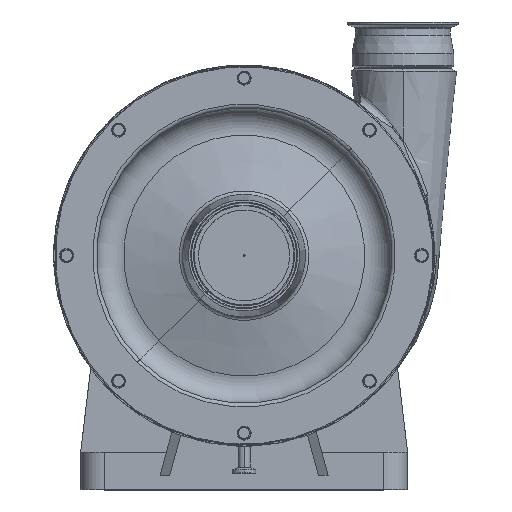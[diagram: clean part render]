
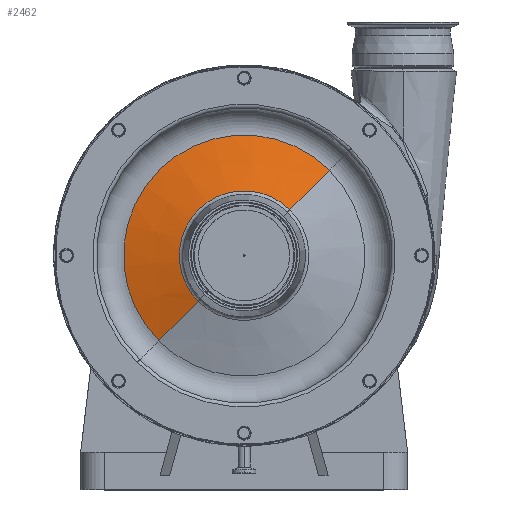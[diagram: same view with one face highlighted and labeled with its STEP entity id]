
A CAD part, top view. The second image highlights one B-rep face of the part: STEP entity #2462.
In plain terms, the highlighted conical face has half-angle 75 degrees and reference radius 69.319 mm.
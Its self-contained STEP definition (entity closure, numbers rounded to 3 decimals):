
#26 = VERTEX_POINT ( 'NONE', #17170 ) ;
#328 = FACE_OUTER_BOUND ( 'NONE', #12819, .T. ) ;
#2244 = VECTOR ( 'NONE', #7823, 1000. ) ;
#2275 = DIRECTION ( 'NONE',  ( -0.683, -0.683, -0.259 ) ) ;
#2336 = DIRECTION ( 'NONE',  ( -0.707, -0.707, 0. ) ) ;
#2462 = ADVANCED_FACE ( 'NONE', ( #328 ), #14576, .T. ) ;
#3679 = CARTESIAN_POINT ( 'NONE',  ( 0., 0., 70.111 ) ) ;
#4127 = CARTESIAN_POINT ( 'NONE',  ( 91.25, 91.25, 54.107 ) ) ;
#5224 = CIRCLE ( 'NONE', #12397, 69.319 ) ;
#6150 = LINE ( 'NONE', #17027, #23364 ) ;
#7015 = AXIS2_PLACEMENT_3D ( 'NONE', #19046, #7720, #21411 ) ;
#7720 = DIRECTION ( 'NONE',  ( 0., 0., -1. ) ) ;
#7823 = DIRECTION ( 'NONE',  ( 0.683, 0.683, -0.259 ) ) ;
#7947 = CARTESIAN_POINT ( 'NONE',  ( 49.016, 49.016, 70.111 ) ) ;
#10418 = AXIS2_PLACEMENT_3D ( 'NONE', #17543, #23282, #2336 ) ;
#11703 = LINE ( 'NONE', #7947, #2244 ) ;
#12397 = AXIS2_PLACEMENT_3D ( 'NONE', #3679, #18874, #21316 ) ;
#12819 = EDGE_LOOP ( 'NONE', ( #13978, #23889, #21108, #16959 ) ) ;
#13264 = EDGE_CURVE ( 'NONE', #26, #18538, #5224, .T. ) ;
#13449 = CARTESIAN_POINT ( 'NONE',  ( -91.25, -91.25, 54.107 ) ) ;
#13629 = EDGE_CURVE ( 'NONE', #21538, #18558, #14002, .T. ) ;
#13978 = ORIENTED_EDGE ( 'NONE', *, *, #13264, .T. ) ;
#14002 = CIRCLE ( 'NONE', #10418, 129.047 ) ;
#14576 = CONICAL_SURFACE ( 'NONE', #7015, 69.319, 1.309 ) ;
#16959 = ORIENTED_EDGE ( 'NONE', *, *, #19241, .F. ) ;
#17027 = CARTESIAN_POINT ( 'NONE',  ( -49.016, -49.016, 70.111 ) ) ;
#17170 = CARTESIAN_POINT ( 'NONE',  ( -49.016, -49.016, 70.111 ) ) ;
#17543 = CARTESIAN_POINT ( 'NONE',  ( 0., 0., 54.107 ) ) ;
#18538 = VERTEX_POINT ( 'NONE', #24572 ) ;
#18558 = VERTEX_POINT ( 'NONE', #4127 ) ;
#18874 = DIRECTION ( 'NONE',  ( 0., 0., -1. ) ) ;
#19046 = CARTESIAN_POINT ( 'NONE',  ( 0., 0., 70.111 ) ) ;
#19241 = EDGE_CURVE ( 'NONE', #26, #21538, #6150, .T. ) ;
#19413 = EDGE_CURVE ( 'NONE', #18538, #18558, #11703, .T. ) ;
#21108 = ORIENTED_EDGE ( 'NONE', *, *, #13629, .F. ) ;
#21316 = DIRECTION ( 'NONE',  ( -0.707, -0.707, 0. ) ) ;
#21411 = DIRECTION ( 'NONE',  ( -0.707, -0.707, 0. ) ) ;
#21538 = VERTEX_POINT ( 'NONE', #13449 ) ;
#23282 = DIRECTION ( 'NONE',  ( 0., 0., -1. ) ) ;
#23364 = VECTOR ( 'NONE', #2275, 1000. ) ;
#23889 = ORIENTED_EDGE ( 'NONE', *, *, #19413, .T. ) ;
#24572 = CARTESIAN_POINT ( 'NONE',  ( 49.016, 49.016, 70.111 ) ) ;
